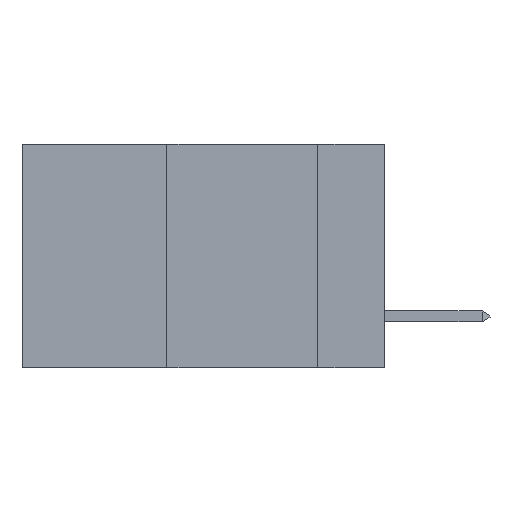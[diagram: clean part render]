
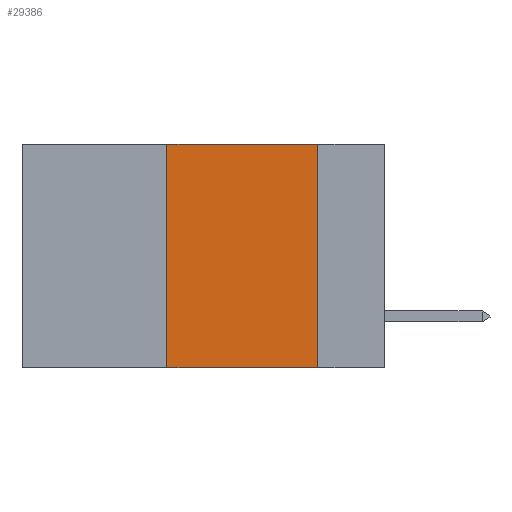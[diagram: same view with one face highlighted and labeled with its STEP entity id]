
A CAD part, left-side view. The second image highlights one B-rep face of the part: STEP entity #29386.
In plain terms, the highlighted planar face has unit normal (-1, 0, 0).
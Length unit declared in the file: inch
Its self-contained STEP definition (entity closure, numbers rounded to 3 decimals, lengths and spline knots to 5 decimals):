
#131 = VERTEX_POINT ( 'NONE', #19888 ) ;
#1212 = VERTEX_POINT ( 'NONE', #7480 ) ;
#1292 = VECTOR ( 'NONE', #19783, 39.37008 ) ;
#1901 = CARTESIAN_POINT ( 'NONE',  ( 0., 0.6, 0. ) ) ;
#2945 = LINE ( 'NONE', #32639, #1292 ) ;
#3289 = DIRECTION ( 'NONE',  ( 0., 0., -1. ) ) ;
#4536 = VECTOR ( 'NONE', #27957, 39.37008 ) ;
#6237 = CARTESIAN_POINT ( 'NONE',  ( 0., 0.6, 0. ) ) ;
#7197 = PLANE ( 'NONE',  #12910 ) ;
#7480 = CARTESIAN_POINT ( 'NONE',  ( 0., 0.36, 0. ) ) ;
#7979 = ORIENTED_EDGE ( 'NONE', *, *, #23795, .F. ) ;
#9882 = DIRECTION ( 'NONE',  ( 0., 0., -1. ) ) ;
#10727 = EDGE_CURVE ( 'NONE', #18166, #1212, #2945, .T. ) ;
#10766 = VERTEX_POINT ( 'NONE', #32740 ) ;
#11632 = VECTOR ( 'NONE', #16844, 39.37008 ) ;
#12910 = AXIS2_PLACEMENT_3D ( 'NONE', #1901, #25456, #9882 ) ;
#13127 = CARTESIAN_POINT ( 'NONE',  ( 0., 0.36, -0.37 ) ) ;
#13831 = ORIENTED_EDGE ( 'NONE', *, *, #21948, .T. ) ;
#16545 = FACE_OUTER_BOUND ( 'NONE', #25604, .T. ) ;
#16639 = ORIENTED_EDGE ( 'NONE', *, *, #10727, .F. ) ;
#16844 = DIRECTION ( 'NONE',  ( 0., -1., 0. ) ) ;
#17560 = CARTESIAN_POINT ( 'NONE',  ( 0., 0.6, -0.37 ) ) ;
#18166 = VERTEX_POINT ( 'NONE', #13127 ) ;
#18502 = LINE ( 'NONE', #17560, #4536 ) ;
#18503 = LINE ( 'NONE', #6237, #11632 ) ;
#19781 = EDGE_CURVE ( 'NONE', #10766, #131, #25097, .T. ) ;
#19783 = DIRECTION ( 'NONE',  ( 0., 0., 1. ) ) ;
#19888 = CARTESIAN_POINT ( 'NONE',  ( 0., 0.11, -0.37 ) ) ;
#21948 = EDGE_CURVE ( 'NONE', #18166, #131, #18502, .T. ) ;
#23795 = EDGE_CURVE ( 'NONE', #1212, #10766, #18503, .T. ) ;
#25097 = LINE ( 'NONE', #29411, #31114 ) ;
#25456 = DIRECTION ( 'NONE',  ( 1., 0., 0. ) ) ;
#25604 = EDGE_LOOP ( 'NONE', ( #33133, #7979, #16639, #13831 ) ) ;
#27957 = DIRECTION ( 'NONE',  ( 0., -1., 0. ) ) ;
#29386 = ADVANCED_FACE ( 'NONE', ( #16545 ), #7197, .F. ) ;
#29411 = CARTESIAN_POINT ( 'NONE',  ( 0., 0.11, 0. ) ) ;
#31114 = VECTOR ( 'NONE', #3289, 39.37008 ) ;
#32639 = CARTESIAN_POINT ( 'NONE',  ( 0., 0.36, 0. ) ) ;
#32740 = CARTESIAN_POINT ( 'NONE',  ( 0., 0.11, 0. ) ) ;
#33133 = ORIENTED_EDGE ( 'NONE', *, *, #19781, .F. ) ;
